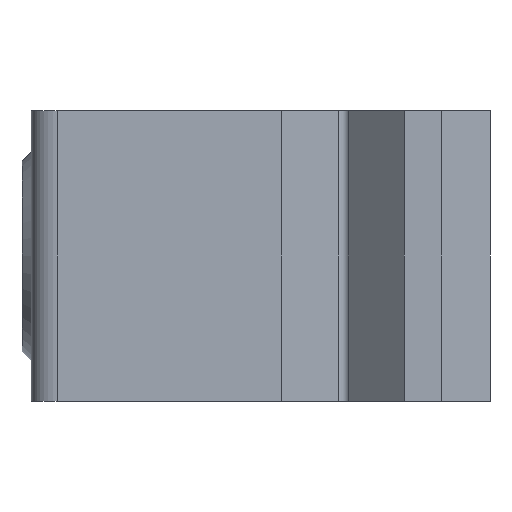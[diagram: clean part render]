
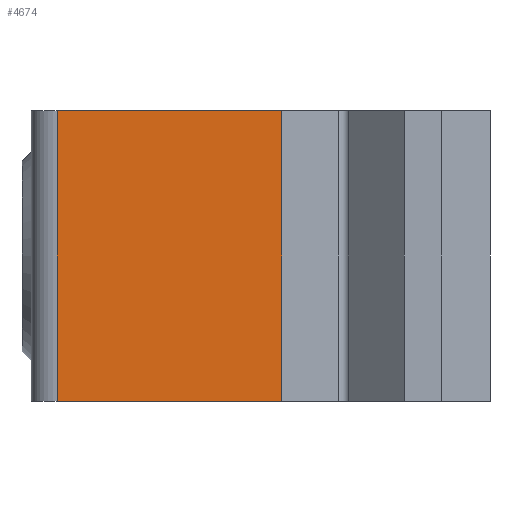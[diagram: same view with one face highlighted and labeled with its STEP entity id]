
A CAD part, front view. The second image highlights one B-rep face of the part: STEP entity #4674.
In plain terms, the highlighted planar face has unit normal (0, -1, 0).
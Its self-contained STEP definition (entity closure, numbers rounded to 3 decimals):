
#2284 = PLANE('',#2285);
#2285 = AXIS2_PLACEMENT_3D('',#2286,#2287,#2288);
#2286 = CARTESIAN_POINT('',(0.,0.,-8.534));
#2287 = DIRECTION('',(0.,0.,1.));
#2288 = DIRECTION('',(1.,0.,0.));
#2338 = PLANE('',#2339);
#2339 = AXIS2_PLACEMENT_3D('',#2340,#2341,#2342);
#2340 = CARTESIAN_POINT('',(0.,0.,0.));
#2341 = DIRECTION('',(0.,0.,1.));
#2342 = DIRECTION('',(1.,0.,0.));
#3065 = CYLINDRICAL_SURFACE('',#3066,0.762);
#3066 = AXIS2_PLACEMENT_3D('',#3067,#3068,#3069);
#3067 = CARTESIAN_POINT('',(-5.969,-5.525,0.));
#3068 = DIRECTION('',(0.,0.,-1.));
#3069 = DIRECTION('',(-0.707,-0.707,-0.));
#3868 = VERTEX_POINT('',#3869);
#3869 = CARTESIAN_POINT('',(0.626,-6.287,-8.534));
#3883 = PLANE('',#3884);
#3884 = AXIS2_PLACEMENT_3D('',#3885,#3886,#3887);
#3885 = CARTESIAN_POINT('',(2.422,-4.49,0.));
#3886 = DIRECTION('',(-0.707,0.707,0.));
#3887 = DIRECTION('',(0.,0.,1.));
#3895 = EDGE_CURVE('',#3896,#3868,#3898,.T.);
#3896 = VERTEX_POINT('',#3897);
#3897 = CARTESIAN_POINT('',(-5.969,-6.287,-8.534));
#3898 = SURFACE_CURVE('',#3899,(#3903,#3910),.PCURVE_S1.);
#3899 = LINE('',#3900,#3901);
#3900 = CARTESIAN_POINT('',(-5.969,-6.287,-8.534));
#3901 = VECTOR('',#3902,1.);
#3902 = DIRECTION('',(1.,0.,0.));
#3903 = PCURVE('',#2284,#3904);
#3904 = DEFINITIONAL_REPRESENTATION('',(#3905),#3909);
#3905 = LINE('',#3906,#3907);
#3906 = CARTESIAN_POINT('',(-5.969,-6.287));
#3907 = VECTOR('',#3908,1.);
#3908 = DIRECTION('',(1.,0.));
#3909 = ( GEOMETRIC_REPRESENTATION_CONTEXT(2) 
PARAMETRIC_REPRESENTATION_CONTEXT() REPRESENTATION_CONTEXT('2D SPACE',''
  ) );
#3910 = PCURVE('',#3911,#3916);
#3911 = PLANE('',#3912);
#3912 = AXIS2_PLACEMENT_3D('',#3913,#3914,#3915);
#3913 = CARTESIAN_POINT('',(-6.731,-6.287,0.));
#3914 = DIRECTION('',(0.,-1.,0.));
#3915 = DIRECTION('',(0.,0.,-1.));
#3916 = DEFINITIONAL_REPRESENTATION('',(#3917),#3921);
#3917 = LINE('',#3918,#3919);
#3918 = CARTESIAN_POINT('',(8.534,0.762));
#3919 = VECTOR('',#3920,1.);
#3920 = DIRECTION('',(0.,1.));
#3921 = ( GEOMETRIC_REPRESENTATION_CONTEXT(2) 
PARAMETRIC_REPRESENTATION_CONTEXT() REPRESENTATION_CONTEXT('2D SPACE',''
  ) );
#4230 = VERTEX_POINT('',#4231);
#4231 = CARTESIAN_POINT('',(0.626,-6.287,0.));
#4252 = EDGE_CURVE('',#3868,#4230,#4253,.T.);
#4253 = SURFACE_CURVE('',#4254,(#4258,#4265),.PCURVE_S1.);
#4254 = LINE('',#4255,#4256);
#4255 = CARTESIAN_POINT('',(0.626,-6.287,-8.534));
#4256 = VECTOR('',#4257,1.);
#4257 = DIRECTION('',(0.,0.,1.));
#4258 = PCURVE('',#3883,#4259);
#4259 = DEFINITIONAL_REPRESENTATION('',(#4260),#4264);
#4260 = LINE('',#4261,#4262);
#4261 = CARTESIAN_POINT('',(-8.534,-2.54));
#4262 = VECTOR('',#4263,1.);
#4263 = DIRECTION('',(1.,0.));
#4264 = ( GEOMETRIC_REPRESENTATION_CONTEXT(2) 
PARAMETRIC_REPRESENTATION_CONTEXT() REPRESENTATION_CONTEXT('2D SPACE',''
  ) );
#4265 = PCURVE('',#3911,#4266);
#4266 = DEFINITIONAL_REPRESENTATION('',(#4267),#4271);
#4267 = LINE('',#4268,#4269);
#4268 = CARTESIAN_POINT('',(8.534,7.357));
#4269 = VECTOR('',#4270,1.);
#4270 = DIRECTION('',(-1.,0.));
#4271 = ( GEOMETRIC_REPRESENTATION_CONTEXT(2) 
PARAMETRIC_REPRESENTATION_CONTEXT() REPRESENTATION_CONTEXT('2D SPACE',''
  ) );
#4383 = VERTEX_POINT('',#4384);
#4384 = CARTESIAN_POINT('',(-5.969,-6.287,0.));
#4410 = EDGE_CURVE('',#4230,#4383,#4411,.T.);
#4411 = SURFACE_CURVE('',#4412,(#4416,#4423),.PCURVE_S1.);
#4412 = LINE('',#4413,#4414);
#4413 = CARTESIAN_POINT('',(0.626,-6.287,0.));
#4414 = VECTOR('',#4415,1.);
#4415 = DIRECTION('',(-1.,0.,0.));
#4416 = PCURVE('',#2338,#4417);
#4417 = DEFINITIONAL_REPRESENTATION('',(#4418),#4422);
#4418 = LINE('',#4419,#4420);
#4419 = CARTESIAN_POINT('',(0.626,-6.287));
#4420 = VECTOR('',#4421,1.);
#4421 = DIRECTION('',(-1.,0.));
#4422 = ( GEOMETRIC_REPRESENTATION_CONTEXT(2) 
PARAMETRIC_REPRESENTATION_CONTEXT() REPRESENTATION_CONTEXT('2D SPACE',''
  ) );
#4423 = PCURVE('',#3911,#4424);
#4424 = DEFINITIONAL_REPRESENTATION('',(#4425),#4429);
#4425 = LINE('',#4426,#4427);
#4426 = CARTESIAN_POINT('',(0.,7.357));
#4427 = VECTOR('',#4428,1.);
#4428 = DIRECTION('',(0.,-1.));
#4429 = ( GEOMETRIC_REPRESENTATION_CONTEXT(2) 
PARAMETRIC_REPRESENTATION_CONTEXT() REPRESENTATION_CONTEXT('2D SPACE',''
  ) );
#4591 = EDGE_CURVE('',#3896,#4383,#4592,.T.);
#4592 = SURFACE_CURVE('',#4593,(#4597,#4604),.PCURVE_S1.);
#4593 = LINE('',#4594,#4595);
#4594 = CARTESIAN_POINT('',(-5.969,-6.287,-8.534));
#4595 = VECTOR('',#4596,1.);
#4596 = DIRECTION('',(0.,0.,1.));
#4597 = PCURVE('',#3065,#4598);
#4598 = DEFINITIONAL_REPRESENTATION('',(#4599),#4603);
#4599 = LINE('',#4600,#4601);
#4600 = CARTESIAN_POINT('',(-0.785,8.534));
#4601 = VECTOR('',#4602,1.);
#4602 = DIRECTION('',(0.,-1.));
#4603 = ( GEOMETRIC_REPRESENTATION_CONTEXT(2) 
PARAMETRIC_REPRESENTATION_CONTEXT() REPRESENTATION_CONTEXT('2D SPACE',''
  ) );
#4604 = PCURVE('',#3911,#4605);
#4605 = DEFINITIONAL_REPRESENTATION('',(#4606),#4610);
#4606 = LINE('',#4607,#4608);
#4607 = CARTESIAN_POINT('',(8.534,0.762));
#4608 = VECTOR('',#4609,1.);
#4609 = DIRECTION('',(-1.,0.));
#4610 = ( GEOMETRIC_REPRESENTATION_CONTEXT(2) 
PARAMETRIC_REPRESENTATION_CONTEXT() REPRESENTATION_CONTEXT('2D SPACE',''
  ) );
#4674 = ADVANCED_FACE('',(#4675),#3911,.T.);
#4675 = FACE_BOUND('',#4676,.T.);
#4676 = EDGE_LOOP('',(#4677,#4678,#4679,#4680));
#4677 = ORIENTED_EDGE('',*,*,#4591,.F.);
#4678 = ORIENTED_EDGE('',*,*,#3895,.T.);
#4679 = ORIENTED_EDGE('',*,*,#4252,.T.);
#4680 = ORIENTED_EDGE('',*,*,#4410,.T.);
